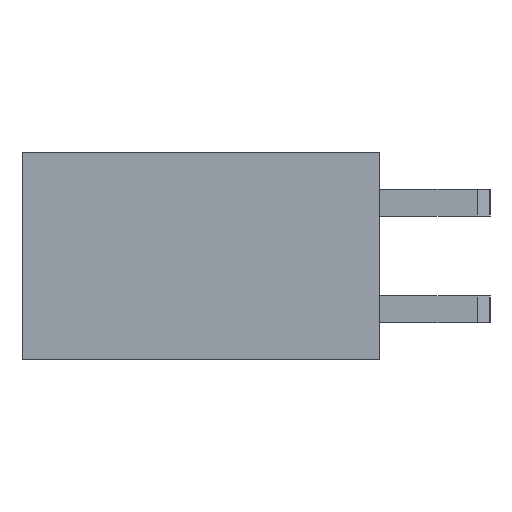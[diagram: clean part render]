
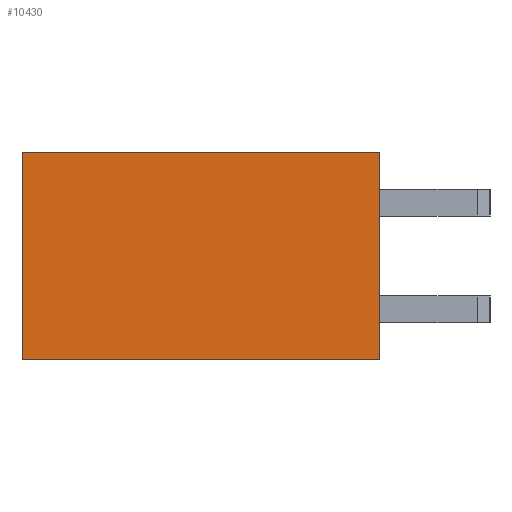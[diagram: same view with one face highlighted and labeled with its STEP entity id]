
A CAD part, left-side view. The second image highlights one B-rep face of the part: STEP entity #10430.
In plain terms, the highlighted planar face has unit normal (-1, 0, 0).
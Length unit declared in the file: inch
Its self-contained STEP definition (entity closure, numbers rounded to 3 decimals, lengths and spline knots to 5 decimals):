
#2395=ORIENTED_EDGE('',*,*,#4276,.T.);
#2396=ORIENTED_EDGE('',*,*,#3771,.F.);
#2397=ORIENTED_EDGE('',*,*,#4313,.F.);
#2398=ORIENTED_EDGE('',*,*,#3763,.T.);
#3763=EDGE_CURVE('',#4944,#4943,#6163,.T.);
#3771=EDGE_CURVE('',#4951,#4952,#6171,.T.);
#4276=EDGE_CURVE('',#4943,#4952,#6676,.T.);
#4313=EDGE_CURVE('',#4944,#4951,#6713,.T.);
#4943=VERTEX_POINT('',#15266);
#4944=VERTEX_POINT('',#15268);
#4951=VERTEX_POINT('',#15283);
#4952=VERTEX_POINT('',#15285);
#6163=LINE('',#15267,#7603);
#6171=LINE('',#15284,#7611);
#6676=LINE('',#16293,#8116);
#6713=LINE('',#16349,#8153);
#7603=VECTOR('',#12489,39.37008);
#7611=VECTOR('',#12499,39.37008);
#8116=VECTOR('',#13294,39.37008);
#8153=VECTOR('',#13369,39.37008);
#8690=EDGE_LOOP('',(#2395,#2396,#2397,#2398));
#9318=FACE_BOUND('',#8690,.T.);
#9910=PLANE('',#10977);
#10430=ADVANCED_FACE('',(#9318),#9910,.F.);
#10977=AXIS2_PLACEMENT_3D('',#16348,#13367,#13368);
#12489=DIRECTION('',(0.,-1.,0.));
#12499=DIRECTION('',(0.,-1.,0.));
#13294=DIRECTION('',(0.,0.,1.));
#13367=DIRECTION('',(1.,0.,0.));
#13368=DIRECTION('',(0.,0.,-1.));
#13369=DIRECTION('',(0.,0.,1.));
#15266=CARTESIAN_POINT('',(-0.91,0.,-0.0975));
#15267=CARTESIAN_POINT('',(-0.91,0.335,-0.0975));
#15268=CARTESIAN_POINT('',(-0.91,0.335,-0.0975));
#15283=CARTESIAN_POINT('',(-0.91,0.335,0.0975));
#15284=CARTESIAN_POINT('',(-0.91,0.335,0.0975));
#15285=CARTESIAN_POINT('',(-0.91,0.,0.0975));
#16293=CARTESIAN_POINT('',(-0.91,0.,-0.0975));
#16348=CARTESIAN_POINT('',(-0.91,0.335,-0.0975));
#16349=CARTESIAN_POINT('',(-0.91,0.335,-0.0975));
